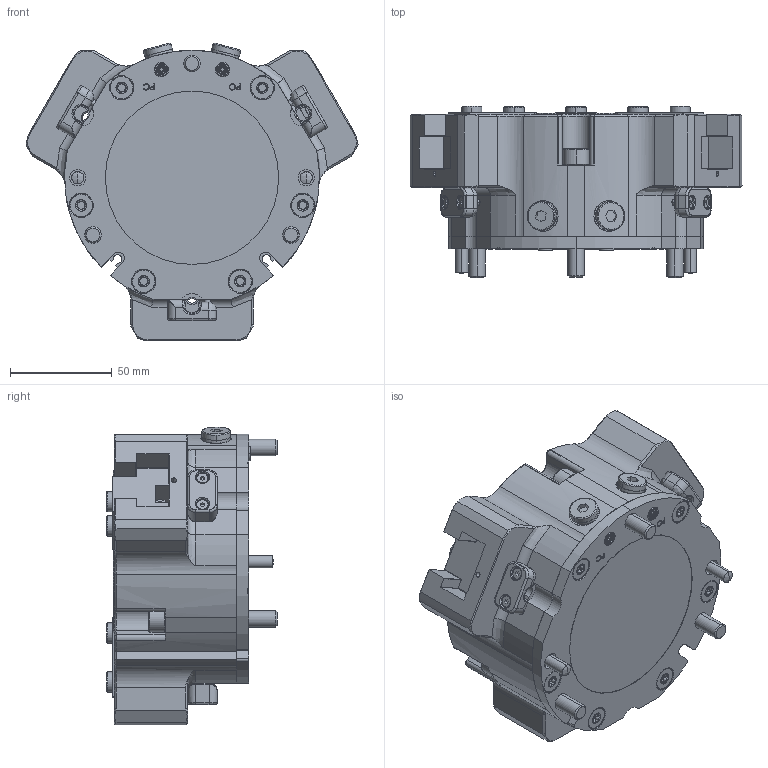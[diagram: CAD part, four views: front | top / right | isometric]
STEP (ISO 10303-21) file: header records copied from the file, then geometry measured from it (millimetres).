
FILE_DESCRIPTION (( 'STEP AP214' ), '1' );
FILE_NAME ('ASUTEC_ASGZ-125.STEP', '2022-07-19T05:35:45', ( '' ), ( '' ), 'SwSTEP 2.0', 'SolidWorks 2020', '' );
FILE_SCHEMA (( 'AUTOMOTIVE_DESIGN' ));
Length unit declared in the file: millimetre
Products named in the file (1): ASUTEC_ASGZ-125
Bounding box: 162.78 x 83.75 x 146.03 mm (x, y, z)
Volume: 864365.8 mm3; surface area: 171198.1 mm2
Topology: 11 solids, 30 shells, 3083 faces, 7788 edges, 4873 vertices
Faces by surface type: plane 1104, cylinder 879, cone 610, bspline 478, torus 12
Entity records: 144502 total; most frequent: CARTESIAN_POINT 40385, ORIENTED_EDGE 15356, DIRECTION 13871, EDGE_CURVE 7678, AXIS2_PLACEMENT_3D 4943, VERTEX_POINT 4873, LINE 3985, VECTOR 3985
